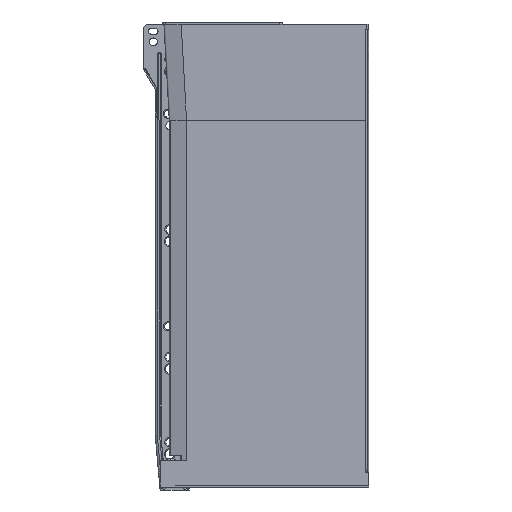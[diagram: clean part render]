
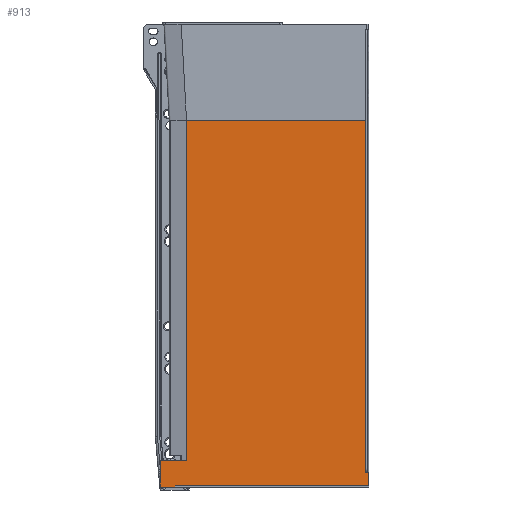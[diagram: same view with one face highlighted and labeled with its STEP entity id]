
A CAD part, left-side view. The second image highlights one B-rep face of the part: STEP entity #913.
In plain terms, the highlighted planar face has unit normal (-1, 0, 0).
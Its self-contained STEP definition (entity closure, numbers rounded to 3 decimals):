
#141 = CARTESIAN_POINT ( 'NONE',  ( -14.887, 134.9, -328. ) ) ;
#190 = VERTEX_POINT ( 'NONE', #6967 ) ;
#447 = VERTEX_POINT ( 'NONE', #141 ) ;
#486 = VERTEX_POINT ( 'NONE', #7775 ) ;
#487 = LINE ( 'NONE', #3613, #1310 ) ;
#524 = LINE ( 'NONE', #1960, #6119 ) ;
#913 = ADVANCED_FACE ( 'NONE', ( #7535 ), #3593, .T. ) ;
#915 = EDGE_CURVE ( 'NONE', #6937, #5795, #524, .T. ) ;
#998 = EDGE_CURVE ( 'NONE', #4987, #190, #2059, .T. ) ;
#1294 = DIRECTION ( 'NONE',  ( -1., 0., 0. ) ) ;
#1310 = VECTOR ( 'NONE', #4385, 1000. ) ;
#1363 = LINE ( 'NONE', #2943, #5747 ) ;
#1416 = CARTESIAN_POINT ( 'NONE',  ( -14.887, -0.837, -337. ) ) ;
#1479 = DIRECTION ( 'NONE',  ( 0., 1., 0. ) ) ;
#1500 = ORIENTED_EDGE ( 'NONE', *, *, #5368, .T. ) ;
#1756 = VERTEX_POINT ( 'NONE', #7636 ) ;
#1785 = LINE ( 'NONE', #9596, #6027 ) ;
#1914 = ORIENTED_EDGE ( 'NONE', *, *, #6714, .F. ) ;
#1960 = CARTESIAN_POINT ( 'NONE',  ( -14.887, -2.091, -348. ) ) ;
#2008 = CARTESIAN_POINT ( 'NONE',  ( -14.887, -0.837, -348. ) ) ;
#2019 = CARTESIAN_POINT ( 'NONE',  ( -14.887, -2.091, -346.9 ) ) ;
#2059 = LINE ( 'NONE', #5084, #7424 ) ;
#2138 = EDGE_CURVE ( 'NONE', #447, #9462, #1363, .T. ) ;
#2233 = VECTOR ( 'NONE', #3941, 1000. ) ;
#2807 = LINE ( 'NONE', #9151, #6342 ) ;
#2887 = DIRECTION ( 'NONE',  ( 0., 1., 0. ) ) ;
#2943 = CARTESIAN_POINT ( 'NONE',  ( -14.887, 134.9, -348. ) ) ;
#2969 = ORIENTED_EDGE ( 'NONE', *, *, #8892, .F. ) ;
#3492 = DIRECTION ( 'NONE',  ( 0., 0., -1. ) ) ;
#3567 = CARTESIAN_POINT ( 'NONE',  ( -14.887, 143.5, -348. ) ) ;
#3593 = PLANE ( 'NONE',  #10033 ) ;
#3613 = CARTESIAN_POINT ( 'NONE',  ( -14.887, 134.9, -348. ) ) ;
#3715 = CARTESIAN_POINT ( 'NONE',  ( -14.887, -2.091, -346.9 ) ) ;
#3726 = LINE ( 'NONE', #3778, #6357 ) ;
#3778 = CARTESIAN_POINT ( 'NONE',  ( -14.887, -378., -337. ) ) ;
#3941 = DIRECTION ( 'NONE',  ( 0., 0., 1. ) ) ;
#3988 = EDGE_CURVE ( 'NONE', #190, #9529, #487, .T. ) ;
#4097 = LINE ( 'NONE', #7213, #2233 ) ;
#4118 = CARTESIAN_POINT ( 'NONE',  ( -14.887, -2.091, -337. ) ) ;
#4228 = ORIENTED_EDGE ( 'NONE', *, *, #8128, .T. ) ;
#4385 = DIRECTION ( 'NONE',  ( 0., -1., 0. ) ) ;
#4879 = ORIENTED_EDGE ( 'NONE', *, *, #8521, .F. ) ;
#4987 = VERTEX_POINT ( 'NONE', #7830 ) ;
#5060 = CARTESIAN_POINT ( 'NONE',  ( -14.887, 134.9, -72. ) ) ;
#5084 = CARTESIAN_POINT ( 'NONE',  ( -14.887, 154.645, -328. ) ) ;
#5166 = ORIENTED_EDGE ( 'NONE', *, *, #998, .T. ) ;
#5183 = DIRECTION ( 'NONE',  ( 0., 0., -1. ) ) ;
#5368 = EDGE_CURVE ( 'NONE', #6937, #8484, #3726, .T. ) ;
#5376 = ORIENTED_EDGE ( 'NONE', *, *, #7762, .T. ) ;
#5747 = VECTOR ( 'NONE', #6072, 1000. ) ;
#5795 = VERTEX_POINT ( 'NONE', #3715 ) ;
#5963 = LINE ( 'NONE', #2019, #8882 ) ;
#6027 = VECTOR ( 'NONE', #6489, 1000. ) ;
#6072 = DIRECTION ( 'NONE',  ( 0., 0., 1. ) ) ;
#6119 = VECTOR ( 'NONE', #8147, 1000. ) ;
#6342 = VECTOR ( 'NONE', #8479, 1000. ) ;
#6357 = VECTOR ( 'NONE', #1479, 1000. ) ;
#6489 = DIRECTION ( 'NONE',  ( 0., -1., 0. ) ) ;
#6714 = EDGE_CURVE ( 'NONE', #4987, #447, #1785, .T. ) ;
#6793 = CARTESIAN_POINT ( 'NONE',  ( -14.887, 143.5, -348. ) ) ;
#6937 = VERTEX_POINT ( 'NONE', #4118 ) ;
#6967 = CARTESIAN_POINT ( 'NONE',  ( -14.887, 154.645, -348. ) ) ;
#7213 = CARTESIAN_POINT ( 'NONE',  ( -14.887, -0.837, -348. ) ) ;
#7318 = VECTOR ( 'NONE', #9905, 1000. ) ;
#7424 = VECTOR ( 'NONE', #5183, 1000. ) ;
#7535 = FACE_OUTER_BOUND ( 'NONE', #8360, .T. ) ;
#7636 = CARTESIAN_POINT ( 'NONE',  ( -14.887, -0.837, -72. ) ) ;
#7762 = EDGE_CURVE ( 'NONE', #8484, #1756, #4097, .T. ) ;
#7775 = CARTESIAN_POINT ( 'NONE',  ( -14.887, 143.5, -346.9 ) ) ;
#7830 = CARTESIAN_POINT ( 'NONE',  ( -14.887, 154.645, -328. ) ) ;
#8128 = EDGE_CURVE ( 'NONE', #1756, #9462, #2807, .T. ) ;
#8147 = DIRECTION ( 'NONE',  ( 0., 0., -1. ) ) ;
#8360 = EDGE_LOOP ( 'NONE', ( #2969, #8795, #1500, #5376, #4228, #9103, #1914, #5166, #8459, #4879 ) ) ;
#8370 = LINE ( 'NONE', #6793, #7318 ) ;
#8459 = ORIENTED_EDGE ( 'NONE', *, *, #3988, .T. ) ;
#8479 = DIRECTION ( 'NONE',  ( 0., 1., 0. ) ) ;
#8484 = VERTEX_POINT ( 'NONE', #1416 ) ;
#8521 = EDGE_CURVE ( 'NONE', #486, #9529, #8370, .T. ) ;
#8795 = ORIENTED_EDGE ( 'NONE', *, *, #915, .F. ) ;
#8882 = VECTOR ( 'NONE', #2887, 1000. ) ;
#8892 = EDGE_CURVE ( 'NONE', #5795, #486, #5963, .T. ) ;
#9103 = ORIENTED_EDGE ( 'NONE', *, *, #2138, .F. ) ;
#9151 = CARTESIAN_POINT ( 'NONE',  ( -14.887, -0.837, -72. ) ) ;
#9462 = VERTEX_POINT ( 'NONE', #5060 ) ;
#9529 = VERTEX_POINT ( 'NONE', #3567 ) ;
#9596 = CARTESIAN_POINT ( 'NONE',  ( -14.887, 134.9, -328. ) ) ;
#9905 = DIRECTION ( 'NONE',  ( 0., 0., -1. ) ) ;
#10033 = AXIS2_PLACEMENT_3D ( 'NONE', #2008, #1294, #3492 ) ;
